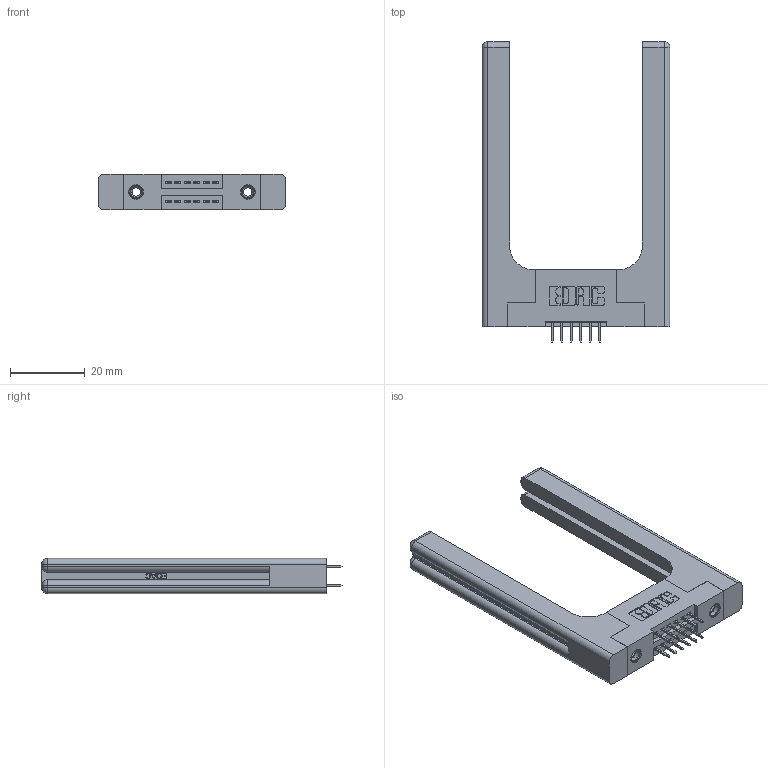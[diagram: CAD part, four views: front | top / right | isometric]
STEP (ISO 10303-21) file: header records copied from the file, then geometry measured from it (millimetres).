
FILE_DESCRIPTION (( 'STEP AP203' ), '1' );
FILE_NAME ('345-012-524-258.STEP', '2019-10-26T15:52:40', ( '' ), ( '' ), 'SwSTEP 2.0', 'SolidWorks 2016', '' );
FILE_SCHEMA (( 'CONFIG_CONTROL_DESIGN' ));
Length unit declared in the file: inch
Products named in the file (5): 345-292-001_345-293-124; 345-012-524-258; 345-250-001_345-250-001-102; 345 Part_Flush Mounting Lugs - 0.156 Dia-TH; 345-220-058_345-220-058
Assembly tree (17 placements, depth 2):
  345-012-524-258
    345 Part_Flush Mounting Lugs - 0.156 Dia-TH
    345-292-001_345-293-124  x12
    345-250-001_345-250-001-102  x2
    345-220-058_345-220-058  x2
Bounding box: 50.27 x 80.31 x 9.4 mm (x, y, z)
Volume: 13005.7 mm3; surface area: 11010.7 mm2
Topology: 17 solids, 17 shells, 1030 faces, 2843 edges, 1826 vertices
Faces by surface type: plane 696, cylinder 274, bspline 36, cone 12, sphere 8, torus 4
Entity records: 14810 total; most frequent: CARTESIAN_POINT 3509, ORIENTED_EDGE 2240, DIRECTION 2072, EDGE_CURVE 1120, LINE 876, VECTOR 876, VERTEX_POINT 734, AXIS2_PLACEMENT_3D 598
